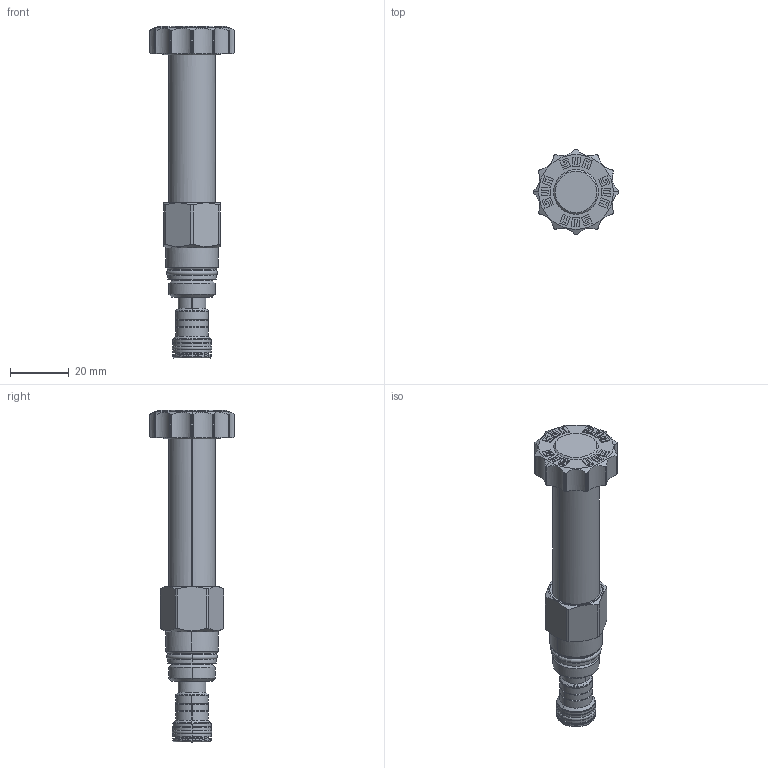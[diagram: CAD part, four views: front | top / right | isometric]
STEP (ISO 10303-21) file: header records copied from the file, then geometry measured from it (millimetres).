
FILE_DESCRIPTION((''),'2;1');
FILE_NAME('FPBUXCN_SW_PRT','2019-03-20T',('charlief'),(''),'PRO/ENGINEER BY PARAMETRIC TECHNOLOGY CORPORATION, 2016010','PRO/ENGINEER BY PARAMETRIC TECHNOLOGY CORPORATION, 2016010','');
FILE_SCHEMA(('CONFIG_CONTROL_DESIGN'));
Products named in the file (1): FPBUXCN_SW_PRT
Bounding box: 29.21 x 29.21 x 112.83 mm (x, y, z)
Surface area: 11189.4 mm2 (no closed solid volume)
Topology: 0 solids, 0 shells, 381 faces, 1912 edges, 1882 vertices
Faces by surface type: bspline 335, torus 46
Entity records: 50343 total; most frequent: CARTESIAN_POINT 33296, DIRECTION 2750, TRIMMED_CURVE 2346, VECTOR 2034, LINE 2034, DEFINITIONAL_REPRESENTATION 1852, PCURVE 1852, COMPOSITE_CURVE_SEGMENT 1852
